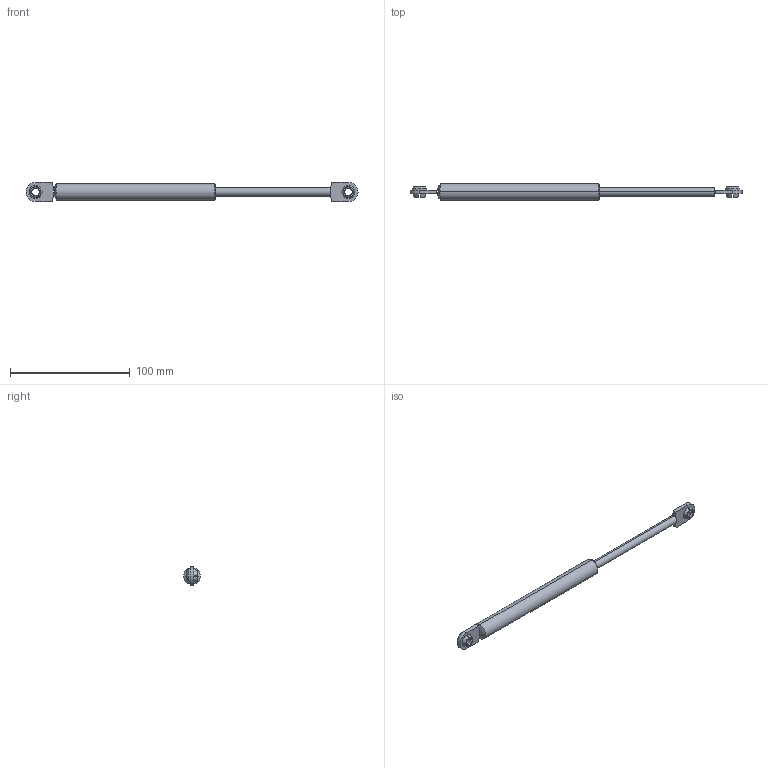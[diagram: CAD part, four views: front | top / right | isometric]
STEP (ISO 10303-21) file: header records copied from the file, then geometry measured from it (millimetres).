
FILE_DESCRIPTION (( 'STEP AP203' ), '1' );
FILE_NAME ('148424.STEP', '2020-03-03T08:17:08', ( '' ), ( '' ), 'SwSTEP 2.0', 'SolidWorks 2018', '' );
FILE_SCHEMA (( 'CONFIG_CONTROL_DESIGN' ));
Length unit declared in the file: millimetre
Products named in the file (3): 148424-1rev0; 148424-2rev0; 148424
Assembly tree (2 placements, depth 2):
  148424
    148424-1rev0
    148424-2rev0
Bounding box: 277 x 14 x 16 mm (x, y, z)
Volume: 23319.7 mm3; surface area: 14587.1 mm2
Topology: 6 solids, 6 shells, 110 faces, 282 edges, 185 vertices
Faces by surface type: plane 56, cylinder 26, cone 24, torus 2, sphere 2
Entity records: 3819 total; most frequent: CARTESIAN_POINT 774, DIRECTION 604, ORIENTED_EDGE 564, EDGE_CURVE 282, AXIS2_PLACEMENT_3D 239, VERTEX_POINT 185, VECTOR 126, LINE 126
